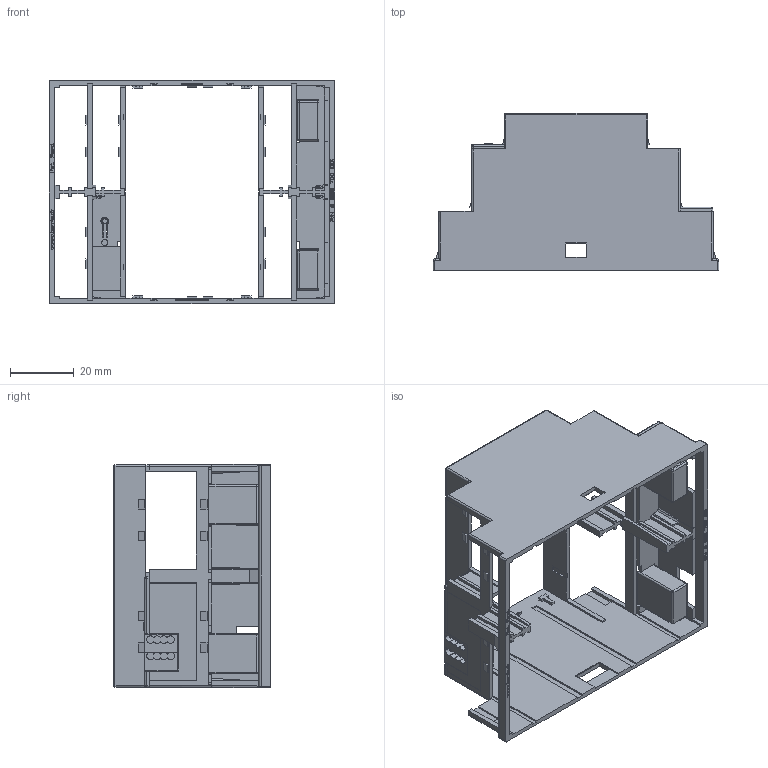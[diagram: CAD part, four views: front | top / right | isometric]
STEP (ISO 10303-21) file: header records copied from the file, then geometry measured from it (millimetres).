
FILE_DESCRIPTION (( 'STEP AP214' ), '1' );
FILE_NAME ('KUTU MONTAJ.STEP', '2012-08-01T08:34:05', ( '' ), ( '' ), 'SwSTEP 2.0', 'SolidWorks 2010', '' );
FILE_SCHEMA (( 'AUTOMOTIVE_DESIGN' ));
Length unit declared in the file: millimetre
Products named in the file (7): KUTU_Varsayýlan; PLATE_35MM_BLANK sa餩Varsay齦an; PLATE_35MM_BLANK sol_Varsayýlan; YEﾞﾝL KLEMENS; PLATE_35MM_BLANK_Varsayýlan; KLEMENS; KUTU MONTAJ
Assembly tree (7 placements, depth 2):
  KUTU MONTAJ
    KLEMENS
    PLATE_35MM_BLANK_Varsayýlan
    YEﾞﾝL KLEMENS  x2
    PLATE_35MM_BLANK sol_Varsayýlan
    KUTU_Varsayýlan
    PLATE_35MM_BLANK sa餩Varsay齦an
Bounding box: 89.6 x 49.28 x 70 mm (x, y, z)
Volume: 20906.8 mm3; surface area: 31959.7 mm2
Topology: 7 solids, 7 shells, 1815 faces, 5043 edges, 3289 vertices
Faces by surface type: plane 1653, cylinder 116, bspline 20, sphere 16, torus 10
Entity records: 56466 total; most frequent: CARTESIAN_POINT 10589, ORIENTED_EDGE 9846, DIRECTION 8547, EDGE_CURVE 4923, LINE 4693, VECTOR 4693, VERTEX_POINT 3237, AXIS2_PLACEMENT_3D 1927
